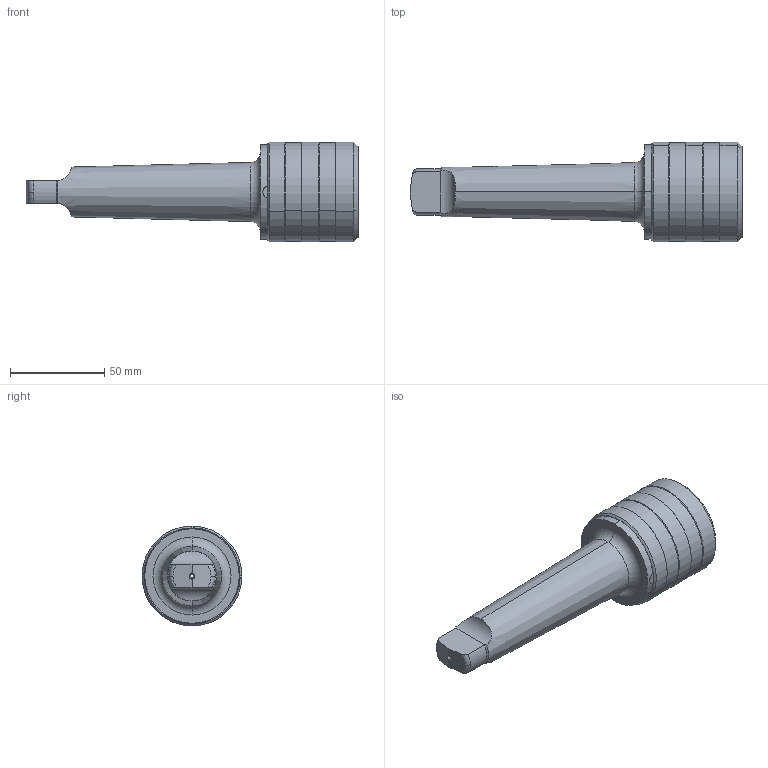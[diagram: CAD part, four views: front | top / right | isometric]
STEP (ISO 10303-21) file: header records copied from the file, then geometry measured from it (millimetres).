
FILE_DESCRIPTION (( 'STEP AP203' ), '1' );
FILE_NAME ('156-S2514-4-02.STEP', '2019-04-16T07:13:42', ( 'Acer' ), ( '' ), 'SwSTEP 2.0', 'SolidWorks 2018', '' );
FILE_SCHEMA (( 'CONFIG_CONTROL_DESIGN' ));
Length unit declared in the file: millimetre
Products named in the file (1): 156-S2514-4-02
Bounding box: 175.85 x 52.95 x 52.95 mm (x, y, z)
Surface area: 43874.3 mm2 (no closed solid volume)
Topology: 0 solids, 6 shells, 99 faces, 301 edges, 202 vertices
Faces by surface type: cylinder 38, cone 24, plane 17, torus 14, bspline 4, sphere 2
Entity records: 4227 total; most frequent: CARTESIAN_POINT 1567, DIRECTION 548, ORIENTED_EDGE 507, EDGE_CURVE 296, AXIS2_PLACEMENT_3D 226, VERTEX_POINT 199, CIRCLE 130, EDGE_LOOP 111
